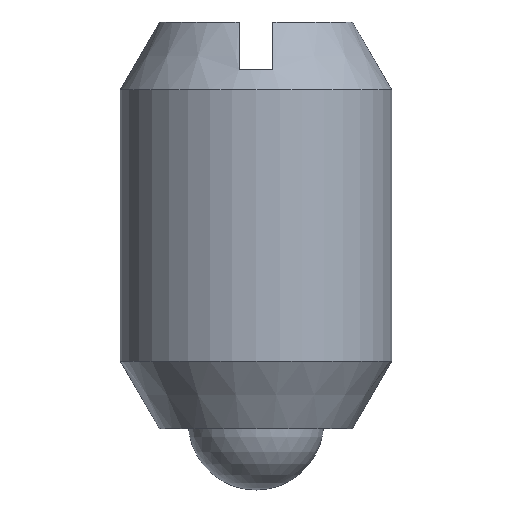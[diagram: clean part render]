
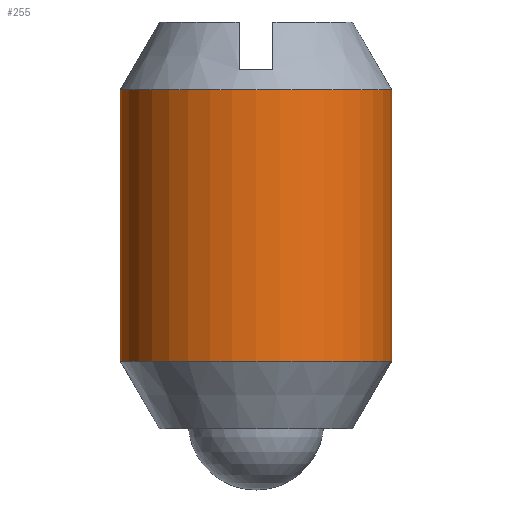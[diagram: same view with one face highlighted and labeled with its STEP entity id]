
A CAD part, front view. The second image highlights one B-rep face of the part: STEP entity #255.
In plain terms, the highlighted cylindrical face has radius 10 mm (diameter 20 mm), a partial arc.
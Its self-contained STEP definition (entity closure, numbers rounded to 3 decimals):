
#135=VERTEX_POINT('',#354);
#145=EDGE_CURVE('',#265,#249,#365,.T.);
#203=EDGE_CURVE('',#265,#135,#428,.T.);
#211=EDGE_CURVE('',#249,#219,#437,.T.);
#219=VERTEX_POINT('',#448);
#249=VERTEX_POINT('',#479);
#255=ADVANCED_FACE('',(#486),#487,.T.);
#265=VERTEX_POINT('',#497);
#293=EDGE_CURVE('',#219,#135,#528,.T.);
#354=CARTESIAN_POINT('',(-10.,0.,9.5));
#365=LINE('',#605,#606);
#428=CIRCLE('',#685,10.0);
#437=CIRCLE('',#696,10.0);
#448=CARTESIAN_POINT('',(-10.,0.,29.5));
#479=CARTESIAN_POINT('',(10.0,0.,29.5));
#486=FACE_OUTER_BOUND('',#777,.T.);
#487=CYLINDRICAL_SURFACE('',#778,10.0);
#497=CARTESIAN_POINT('',(10.0,0.,9.5));
#528=LINE('',#842,#843);
#605=CARTESIAN_POINT('',(10.0,0.,19.5));
#606=VECTOR('',#921,1.0);
#685=AXIS2_PLACEMENT_3D('',#993,#994,#995);
#696=AXIS2_PLACEMENT_3D('',#1006,#1007,#1008);
#777=EDGE_LOOP('',(#1066,#1067,#1068,#1069));
#778=AXIS2_PLACEMENT_3D('',#1070,#1071,#1072);
#842=CARTESIAN_POINT('',(-10.,0.,19.5));
#843=VECTOR('',#1110,1.0);
#921=DIRECTION('',(-0.0,-0.0,1.0));
#993=CARTESIAN_POINT('',(0.,0.,9.5));
#994=DIRECTION('',(0.0,0.0,-1.0));
#995=DIRECTION('',(-1.0,0.,0.0));
#1006=CARTESIAN_POINT('',(0.,0.,29.5));
#1007=DIRECTION('',(0.0,0.0,-1.0));
#1008=DIRECTION('',(-1.0,0.,0.0));
#1066=ORIENTED_EDGE('',*,*,#293,.T.);
#1067=ORIENTED_EDGE('',*,*,#203,.F.);
#1068=ORIENTED_EDGE('',*,*,#145,.T.);
#1069=ORIENTED_EDGE('',*,*,#211,.T.);
#1070=CARTESIAN_POINT('',(0.,0.,19.5));
#1071=DIRECTION('',(-0.0,-0.0,1.0));
#1072=DIRECTION('',(-1.0,0.,0.0));
#1110=DIRECTION('',(0.0,0.0,-1.0));
